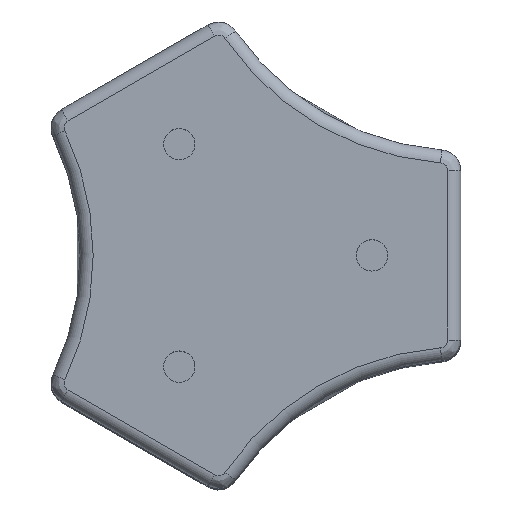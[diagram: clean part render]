
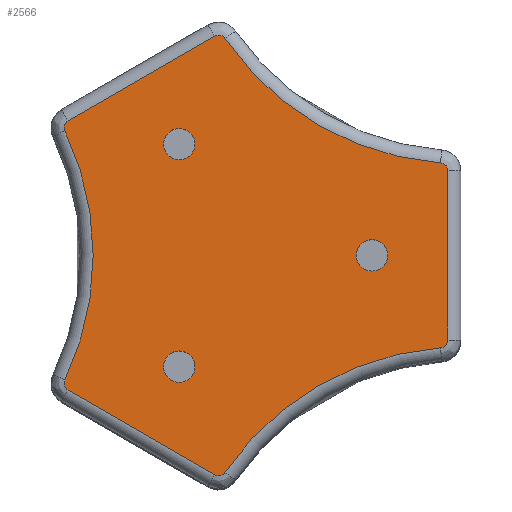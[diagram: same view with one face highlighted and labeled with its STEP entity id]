
A CAD part, top view. The second image highlights one B-rep face of the part: STEP entity #2566.
In plain terms, the highlighted planar face has unit normal (0, 0, 1).
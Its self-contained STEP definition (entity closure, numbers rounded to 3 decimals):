
#246=FACE_BOUND('',#712,.T.);
#247=FACE_BOUND('',#713,.T.);
#248=FACE_BOUND('',#714,.T.);
#264=CIRCLE('',#2629,3.);
#270=CIRCLE('',#2648,3.);
#336=CIRCLE('',#2784,1.5);
#338=CIRCLE('',#2787,55.);
#340=CIRCLE('',#2789,1.5);
#343=CIRCLE('',#2793,1.5);
#345=CIRCLE('',#2796,55.);
#347=CIRCLE('',#2798,1.5);
#350=CIRCLE('',#2802,1.5);
#352=CIRCLE('',#2805,55.);
#353=CIRCLE('',#2806,1.5);
#354=CIRCLE('',#2808,3.);
#520=FACE_OUTER_BOUND('',#711,.T.);
#711=EDGE_LOOP('',(#2201,#2202,#2203,#2204,#2205,#2206,#2207,#2208,#2209,
#2210,#2211,#2212));
#712=EDGE_LOOP('',(#2213));
#713=EDGE_LOOP('',(#2214));
#714=EDGE_LOOP('',(#2215));
#889=LINE('',#5864,#1027);
#890=LINE('',#5896,#1028);
#891=LINE('',#5928,#1029);
#1027=VECTOR('',#3343,10.);
#1028=VECTOR('',#3362,10.);
#1029=VECTOR('',#3381,10.);
#1066=VERTEX_POINT('',#3639);
#1090=VERTEX_POINT('',#3719);
#1225=VERTEX_POINT('',#5860);
#1226=VERTEX_POINT('',#5862);
#1227=VERTEX_POINT('',#5874);
#1228=VERTEX_POINT('',#5878);
#1229=VERTEX_POINT('',#5890);
#1230=VERTEX_POINT('',#5894);
#1231=VERTEX_POINT('',#5906);
#1232=VERTEX_POINT('',#5910);
#1233=VERTEX_POINT('',#5922);
#1234=VERTEX_POINT('',#5926);
#1235=VERTEX_POINT('',#5938);
#1236=VERTEX_POINT('',#5942);
#1237=VERTEX_POINT('',#5956);
#1296=EDGE_CURVE('',#1066,#1066,#264,.T.);
#1331=EDGE_CURVE('',#1090,#1090,#270,.T.);
#1557=EDGE_CURVE('',#1226,#1225,#889,.T.);
#1559=EDGE_CURVE('',#1227,#1226,#336,.T.);
#1561=EDGE_CURVE('',#1228,#1227,#338,.T.);
#1563=EDGE_CURVE('',#1229,#1228,#340,.T.);
#1565=EDGE_CURVE('',#1230,#1229,#890,.T.);
#1567=EDGE_CURVE('',#1231,#1230,#343,.T.);
#1569=EDGE_CURVE('',#1232,#1231,#345,.T.);
#1571=EDGE_CURVE('',#1233,#1232,#347,.T.);
#1573=EDGE_CURVE('',#1234,#1233,#891,.T.);
#1575=EDGE_CURVE('',#1235,#1234,#350,.T.);
#1577=EDGE_CURVE('',#1236,#1235,#352,.T.);
#1578=EDGE_CURVE('',#1225,#1236,#353,.T.);
#1579=EDGE_CURVE('',#1237,#1237,#354,.T.);
#2201=ORIENTED_EDGE('',*,*,#1557,.F.);
#2202=ORIENTED_EDGE('',*,*,#1559,.F.);
#2203=ORIENTED_EDGE('',*,*,#1561,.F.);
#2204=ORIENTED_EDGE('',*,*,#1563,.F.);
#2205=ORIENTED_EDGE('',*,*,#1565,.F.);
#2206=ORIENTED_EDGE('',*,*,#1567,.F.);
#2207=ORIENTED_EDGE('',*,*,#1569,.F.);
#2208=ORIENTED_EDGE('',*,*,#1571,.F.);
#2209=ORIENTED_EDGE('',*,*,#1573,.F.);
#2210=ORIENTED_EDGE('',*,*,#1575,.F.);
#2211=ORIENTED_EDGE('',*,*,#1577,.F.);
#2212=ORIENTED_EDGE('',*,*,#1578,.F.);
#2213=ORIENTED_EDGE('',*,*,#1579,.T.);
#2214=ORIENTED_EDGE('',*,*,#1331,.T.);
#2215=ORIENTED_EDGE('',*,*,#1296,.T.);
#2426=PLANE('',#2807);
#2566=ADVANCED_FACE('',(#520,#246,#247,#248),#2426,.T.);
#2629=AXIS2_PLACEMENT_3D('',#3640,#2941,#2942);
#2648=AXIS2_PLACEMENT_3D('',#3720,#3006,#3007);
#2784=AXIS2_PLACEMENT_3D('',#5876,#3346,#3347);
#2787=AXIS2_PLACEMENT_3D('',#5880,#3352,#3353);
#2789=AXIS2_PLACEMENT_3D('',#5892,#3356,#3357);
#2793=AXIS2_PLACEMENT_3D('',#5908,#3365,#3366);
#2796=AXIS2_PLACEMENT_3D('',#5912,#3371,#3372);
#2798=AXIS2_PLACEMENT_3D('',#5924,#3375,#3376);
#2802=AXIS2_PLACEMENT_3D('',#5940,#3384,#3385);
#2805=AXIS2_PLACEMENT_3D('',#5944,#3390,#3391);
#2806=AXIS2_PLACEMENT_3D('',#5954,#3392,#3393);
#2807=AXIS2_PLACEMENT_3D('',#5955,#3394,#3395);
#2808=AXIS2_PLACEMENT_3D('',#5957,#3396,#3397);
#2941=DIRECTION('center_axis',(0.,0.,-1.));
#2942=DIRECTION('ref_axis',(0.5,-0.866,0.));
#3006=DIRECTION('center_axis',(0.,0.,-1.));
#3007=DIRECTION('ref_axis',(0.5,0.866,0.));
#3343=DIRECTION('',(-0.866,0.5,0.));
#3346=DIRECTION('center_axis',(0.,0.,-1.));
#3347=DIRECTION('ref_axis',(0.222,-0.975,0.));
#3352=DIRECTION('center_axis',(0.,0.,1.));
#3353=DIRECTION('ref_axis',(-0.5,0.866,0.));
#3356=DIRECTION('center_axis',(0.,0.,-1.));
#3357=DIRECTION('ref_axis',(0.734,-0.68,0.));
#3362=DIRECTION('',(0.,-1.,0.));
#3365=DIRECTION('center_axis',(0.,0.,-1.));
#3366=DIRECTION('ref_axis',(0.734,0.68,0.));
#3371=DIRECTION('center_axis',(0.,0.,1.));
#3372=DIRECTION('ref_axis',(-0.5,-0.866,0.));
#3375=DIRECTION('center_axis',(0.,0.,-1.));
#3376=DIRECTION('ref_axis',(0.222,0.975,0.));
#3381=DIRECTION('',(0.866,0.5,0.));
#3384=DIRECTION('center_axis',(0.,0.,-1.));
#3385=DIRECTION('ref_axis',(-0.955,0.296,0.));
#3390=DIRECTION('center_axis',(0.,0.,1.));
#3391=DIRECTION('ref_axis',(1.,0.,0.));
#3392=DIRECTION('center_axis',(0.,0.,-1.));
#3393=DIRECTION('ref_axis',(-0.955,-0.296,0.));
#3394=DIRECTION('center_axis',(0.,0.,1.));
#3395=DIRECTION('ref_axis',(0.,1.,0.));
#3396=DIRECTION('center_axis',(0.,0.,-1.));
#3397=DIRECTION('ref_axis',(-1.,0.,0.));
#3639=CARTESIAN_POINT('',(-55.321,38.856,39.));
#3640=CARTESIAN_POINT('Origin',(-53.821,36.258,39.));
#3719=CARTESIAN_POINT('',(-55.321,-8.856,39.));
#3720=CARTESIAN_POINT('Origin',(-53.821,-6.258,39.));
#5860=CARTESIAN_POINT('',(-75.069,-10.734,39.));
#5862=CARTESIAN_POINT('',(-47.072,-26.898,39.));
#5864=CARTESIAN_POINT('',(-41.16,-30.311,39.));
#5874=CARTESIAN_POINT('',(-45.084,-26.445,39.));
#5876=CARTESIAN_POINT('Origin',(-46.322,-25.599,39.));
#5878=CARTESIAN_POINT('',(-3.886,-2.659,39.));
#5880=CARTESIAN_POINT('Origin',(0.31,-57.499,39.));
#5890=CARTESIAN_POINT('',(-2.5,-1.164,39.));
#5892=CARTESIAN_POINT('Origin',(-4.,-1.164,39.));
#5894=CARTESIAN_POINT('',(-2.5,31.164,39.));
#5896=CARTESIAN_POINT('',(-2.5,5.,39.));
#5906=CARTESIAN_POINT('',(-3.886,32.659,39.));
#5908=CARTESIAN_POINT('Origin',(-4.,31.164,39.));
#5910=CARTESIAN_POINT('',(-45.084,56.445,39.));
#5912=CARTESIAN_POINT('Origin',(0.31,87.499,39.));
#5922=CARTESIAN_POINT('',(-47.072,56.898,39.));
#5924=CARTESIAN_POINT('Origin',(-46.322,55.599,39.));
#5926=CARTESIAN_POINT('',(-75.069,40.734,39.));
#5928=CARTESIAN_POINT('',(-49.821,55.311,39.));
#5938=CARTESIAN_POINT('',(-75.671,38.786,39.));
#5940=CARTESIAN_POINT('Origin',(-74.319,39.435,39.));
#5942=CARTESIAN_POINT('',(-75.671,-8.786,39.));
#5944=CARTESIAN_POINT('Origin',(-125.262,15.,39.));
#5954=CARTESIAN_POINT('Origin',(-74.319,-9.435,39.));
#5955=CARTESIAN_POINT('Origin',(0.,-5.,39.));
#5956=CARTESIAN_POINT('',(-14.,15.,39.));
#5957=CARTESIAN_POINT('Origin',(-17.,15.,39.));
